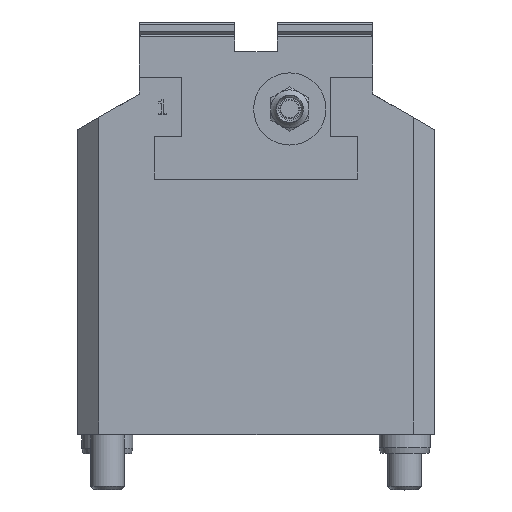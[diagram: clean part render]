
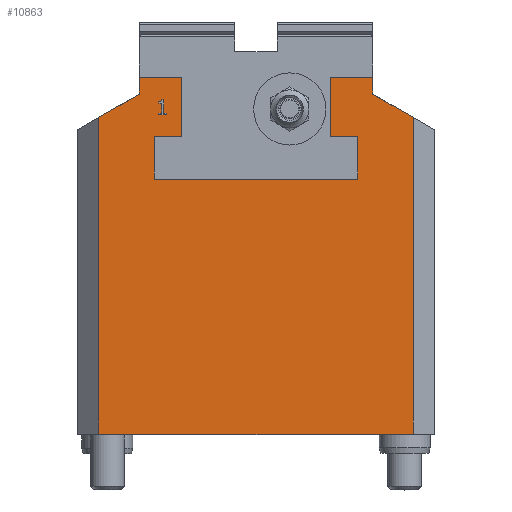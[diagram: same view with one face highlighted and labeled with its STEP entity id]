
A CAD part, top view. The second image highlights one B-rep face of the part: STEP entity #10863.
In plain terms, the highlighted face is planar.
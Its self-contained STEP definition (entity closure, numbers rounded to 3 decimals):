
#775=FACE_BOUND('',#1518,.T.);
#871=B_SPLINE_CURVE_WITH_KNOTS('',3,(#15876,#15877,#15878,#15879),
 .UNSPECIFIED.,.F.,.F.,(4,4),(0.,1.),.UNSPECIFIED.);
#885=FACE_OUTER_BOUND('',#1517,.T.);
#1517=EDGE_LOOP('',(#6816,#6817,#6818,#6819,#6820,#6821,#6822,#6823,#6824,
#6825,#6826,#6827,#6828,#6829,#6830,#6831));
#1518=EDGE_LOOP('',(#6832,#6833,#6834,#6835,#6836,#6837,#6838,#6839,#6840,
#6841,#6842));
#2253=LINE('',#15842,#3260);
#2254=LINE('',#15844,#3261);
#2255=LINE('',#15846,#3262);
#2256=LINE('',#15848,#3263);
#2257=LINE('',#15850,#3264);
#2258=LINE('',#15852,#3265);
#2259=LINE('',#15854,#3266);
#2260=LINE('',#15856,#3267);
#2261=LINE('',#15858,#3268);
#2262=LINE('',#15860,#3269);
#2263=LINE('',#15862,#3270);
#2264=LINE('',#15864,#3271);
#2265=LINE('',#15866,#3272);
#2266=LINE('',#15868,#3273);
#2267=LINE('',#15870,#3274);
#2268=LINE('',#15871,#3275);
#2269=LINE('',#15874,#3276);
#2270=LINE('',#15881,#3277);
#2271=LINE('',#15883,#3278);
#2272=LINE('',#15885,#3279);
#2273=LINE('',#15887,#3280);
#2274=LINE('',#15889,#3281);
#2275=LINE('',#15891,#3282);
#2276=LINE('',#15893,#3283);
#2277=LINE('',#15895,#3284);
#2278=LINE('',#15896,#3285);
#3260=VECTOR('',#12712,10.);
#3261=VECTOR('',#12713,10.);
#3262=VECTOR('',#12714,10.);
#3263=VECTOR('',#12715,10.);
#3264=VECTOR('',#12716,10.);
#3265=VECTOR('',#12717,10.);
#3266=VECTOR('',#12718,10.);
#3267=VECTOR('',#12719,10.);
#3268=VECTOR('',#12720,10.);
#3269=VECTOR('',#12721,10.);
#3270=VECTOR('',#12722,10.);
#3271=VECTOR('',#12723,10.);
#3272=VECTOR('',#12724,10.);
#3273=VECTOR('',#12725,10.);
#3274=VECTOR('',#12726,10.);
#3275=VECTOR('',#12727,10.);
#3276=VECTOR('',#12728,10.);
#3277=VECTOR('',#12729,10.);
#3278=VECTOR('',#12730,10.);
#3279=VECTOR('',#12731,10.);
#3280=VECTOR('',#12732,10.);
#3281=VECTOR('',#12733,10.);
#3282=VECTOR('',#12734,10.);
#3283=VECTOR('',#12735,10.);
#3284=VECTOR('',#12736,10.);
#3285=VECTOR('',#12737,10.);
#4279=VERTEX_POINT('',#15840);
#4280=VERTEX_POINT('',#15841);
#4281=VERTEX_POINT('',#15843);
#4282=VERTEX_POINT('',#15845);
#4283=VERTEX_POINT('',#15847);
#4284=VERTEX_POINT('',#15849);
#4285=VERTEX_POINT('',#15851);
#4286=VERTEX_POINT('',#15853);
#4287=VERTEX_POINT('',#15855);
#4288=VERTEX_POINT('',#15857);
#4289=VERTEX_POINT('',#15859);
#4290=VERTEX_POINT('',#15861);
#4291=VERTEX_POINT('',#15863);
#4292=VERTEX_POINT('',#15865);
#4293=VERTEX_POINT('',#15867);
#4294=VERTEX_POINT('',#15869);
#4295=VERTEX_POINT('',#15872);
#4296=VERTEX_POINT('',#15873);
#4297=VERTEX_POINT('',#15875);
#4298=VERTEX_POINT('',#15880);
#4299=VERTEX_POINT('',#15882);
#4300=VERTEX_POINT('',#15884);
#4301=VERTEX_POINT('',#15886);
#4302=VERTEX_POINT('',#15888);
#4303=VERTEX_POINT('',#15890);
#4304=VERTEX_POINT('',#15892);
#4305=VERTEX_POINT('',#15894);
#5277=EDGE_CURVE('',#4279,#4280,#2253,.T.);
#5278=EDGE_CURVE('',#4281,#4279,#2254,.T.);
#5279=EDGE_CURVE('',#4281,#4282,#2255,.T.);
#5280=EDGE_CURVE('',#4282,#4283,#2256,.T.);
#5281=EDGE_CURVE('',#4283,#4284,#2257,.T.);
#5282=EDGE_CURVE('',#4285,#4284,#2258,.T.);
#5283=EDGE_CURVE('',#4285,#4286,#2259,.T.);
#5284=EDGE_CURVE('',#4287,#4286,#2260,.T.);
#5285=EDGE_CURVE('',#4287,#4288,#2261,.T.);
#5286=EDGE_CURVE('',#4288,#4289,#2262,.T.);
#5287=EDGE_CURVE('',#4290,#4289,#2263,.T.);
#5288=EDGE_CURVE('',#4291,#4290,#2264,.T.);
#5289=EDGE_CURVE('',#4291,#4292,#2265,.T.);
#5290=EDGE_CURVE('',#4292,#4293,#2266,.T.);
#5291=EDGE_CURVE('',#4293,#4294,#2267,.T.);
#5292=EDGE_CURVE('',#4294,#4280,#2268,.T.);
#5293=EDGE_CURVE('',#4295,#4296,#2269,.T.);
#5294=EDGE_CURVE('',#4296,#4297,#871,.T.);
#5295=EDGE_CURVE('',#4297,#4298,#2270,.T.);
#5296=EDGE_CURVE('',#4298,#4299,#2271,.T.);
#5297=EDGE_CURVE('',#4299,#4300,#2272,.T.);
#5298=EDGE_CURVE('',#4300,#4301,#2273,.T.);
#5299=EDGE_CURVE('',#4301,#4302,#2274,.T.);
#5300=EDGE_CURVE('',#4302,#4303,#2275,.T.);
#5301=EDGE_CURVE('',#4303,#4304,#2276,.T.);
#5302=EDGE_CURVE('',#4304,#4305,#2277,.T.);
#5303=EDGE_CURVE('',#4305,#4295,#2278,.T.);
#6816=ORIENTED_EDGE('',*,*,#5277,.F.);
#6817=ORIENTED_EDGE('',*,*,#5278,.F.);
#6818=ORIENTED_EDGE('',*,*,#5279,.T.);
#6819=ORIENTED_EDGE('',*,*,#5280,.T.);
#6820=ORIENTED_EDGE('',*,*,#5281,.T.);
#6821=ORIENTED_EDGE('',*,*,#5282,.F.);
#6822=ORIENTED_EDGE('',*,*,#5283,.T.);
#6823=ORIENTED_EDGE('',*,*,#5284,.F.);
#6824=ORIENTED_EDGE('',*,*,#5285,.T.);
#6825=ORIENTED_EDGE('',*,*,#5286,.T.);
#6826=ORIENTED_EDGE('',*,*,#5287,.F.);
#6827=ORIENTED_EDGE('',*,*,#5288,.F.);
#6828=ORIENTED_EDGE('',*,*,#5289,.T.);
#6829=ORIENTED_EDGE('',*,*,#5290,.T.);
#6830=ORIENTED_EDGE('',*,*,#5291,.T.);
#6831=ORIENTED_EDGE('',*,*,#5292,.T.);
#6832=ORIENTED_EDGE('',*,*,#5293,.T.);
#6833=ORIENTED_EDGE('',*,*,#5294,.T.);
#6834=ORIENTED_EDGE('',*,*,#5295,.T.);
#6835=ORIENTED_EDGE('',*,*,#5296,.T.);
#6836=ORIENTED_EDGE('',*,*,#5297,.T.);
#6837=ORIENTED_EDGE('',*,*,#5298,.T.);
#6838=ORIENTED_EDGE('',*,*,#5299,.T.);
#6839=ORIENTED_EDGE('',*,*,#5300,.T.);
#6840=ORIENTED_EDGE('',*,*,#5301,.T.);
#6841=ORIENTED_EDGE('',*,*,#5302,.T.);
#6842=ORIENTED_EDGE('',*,*,#5303,.T.);
#9861=PLANE('',#11660);
#10863=ADVANCED_FACE('',(#885,#775),#9861,.T.);
#11660=AXIS2_PLACEMENT_3D('',#15839,#12710,#12711);
#12710=DIRECTION('center_axis',(0.,1.,0.));
#12711=DIRECTION('ref_axis',(0.,0.,1.));
#12712=DIRECTION('',(1.,0.,0.));
#12713=DIRECTION('',(0.,0.,-1.));
#12714=DIRECTION('',(1.,0.,0.));
#12715=DIRECTION('',(0.,0.,-1.));
#12716=DIRECTION('',(0.866,0.,-0.5));
#12717=DIRECTION('',(0.,0.,1.));
#12718=DIRECTION('',(-1.,0.,0.));
#12719=DIRECTION('',(0.,0.,-1.));
#12720=DIRECTION('',(0.866,0.,0.5));
#12721=DIRECTION('',(0.,0.,1.));
#12722=DIRECTION('',(-1.,0.,0.));
#12723=DIRECTION('',(0.,0.,1.));
#12724=DIRECTION('',(-1.,0.,0.));
#12725=DIRECTION('',(0.,0.,-1.));
#12726=DIRECTION('',(1.,0.,0.));
#12727=DIRECTION('',(0.,0.,1.));
#12728=DIRECTION('',(0.,0.,1.));
#12729=DIRECTION('',(-1.,0.,0.));
#12730=DIRECTION('',(0.,0.,-1.));
#12731=DIRECTION('',(-1.,0.,0.));
#12732=DIRECTION('',(0.,0.,-1.));
#12733=DIRECTION('',(1.,0.,0.));
#12734=DIRECTION('',(0.,0.,1.));
#12735=DIRECTION('',(-1.,0.,0.));
#12736=DIRECTION('',(0.,0.,1.));
#12737=DIRECTION('',(1.,0.,0.));
#15839=CARTESIAN_POINT('Origin',(-274.377,116.,12.));
#15840=CARTESIAN_POINT('',(-293.877,116.,70.));
#15841=CARTESIAN_POINT('',(-287.377,116.,70.));
#15842=CARTESIAN_POINT('',(-302.127,116.,70.));
#15843=CARTESIAN_POINT('',(-293.877,116.,84.));
#15844=CARTESIAN_POINT('',(-293.877,116.,73.5));
#15845=CARTESIAN_POINT('',(-283.877,116.,84.));
#15846=CARTESIAN_POINT('',(-293.877,116.,84.));
#15847=CARTESIAN_POINT('',(-283.877,116.,80.));
#15848=CARTESIAN_POINT('',(-283.877,116.,84.));
#15849=CARTESIAN_POINT('',(-274.377,116.,74.515));
#15850=CARTESIAN_POINT('',(-283.877,116.,80.));
#15851=CARTESIAN_POINT('',(-274.377,116.,0.));
#15852=CARTESIAN_POINT('',(-274.377,116.,60.049));
#15853=CARTESIAN_POINT('',(-348.377,116.,0.));
#15854=CARTESIAN_POINT('',(-274.377,116.,0.));
#15855=CARTESIAN_POINT('',(-348.377,116.,74.515));
#15856=CARTESIAN_POINT('',(-348.377,116.,30.235));
#15857=CARTESIAN_POINT('',(-338.877,116.,80.));
#15858=CARTESIAN_POINT('',(-353.377,116.,71.628));
#15859=CARTESIAN_POINT('',(-338.877,116.,84.));
#15860=CARTESIAN_POINT('',(-338.877,116.,80.));
#15861=CARTESIAN_POINT('',(-328.877,116.,84.));
#15862=CARTESIAN_POINT('',(-320.627,116.,84.));
#15863=CARTESIAN_POINT('',(-328.877,116.,70.));
#15864=CARTESIAN_POINT('',(-328.877,116.,80.5));
#15865=CARTESIAN_POINT('',(-335.377,116.,70.));
#15866=CARTESIAN_POINT('',(-304.877,116.,70.));
#15867=CARTESIAN_POINT('',(-335.377,116.,60.));
#15868=CARTESIAN_POINT('',(-335.377,116.,36.));
#15869=CARTESIAN_POINT('',(-287.377,116.,60.));
#15870=CARTESIAN_POINT('',(-280.877,116.,60.));
#15871=CARTESIAN_POINT('',(-287.377,116.,41.));
#15872=CARTESIAN_POINT('',(-288.518,116.,77.841));
#15873=CARTESIAN_POINT('',(-288.518,116.,78.162));
#15874=CARTESIAN_POINT('',(-288.518,116.,63.316));
#15875=CARTESIAN_POINT('',(-289.241,116.,78.65));
#15876=CARTESIAN_POINT('Ctrl Pts',(-288.518,116.,78.162));
#15877=CARTESIAN_POINT('Ctrl Pts',(-288.878,116.,78.162));
#15878=CARTESIAN_POINT('Ctrl Pts',(-289.219,116.,78.366));
#15879=CARTESIAN_POINT('Ctrl Pts',(-289.241,116.,78.65));
#15880=CARTESIAN_POINT('',(-289.604,116.,78.65));
#15881=CARTESIAN_POINT('',(-300.491,116.,78.65));
#15882=CARTESIAN_POINT('',(-289.604,116.,75.496));
#15883=CARTESIAN_POINT('',(-289.604,116.,61.983));
#15884=CARTESIAN_POINT('',(-290.225,116.,75.496));
#15885=CARTESIAN_POINT('',(-300.801,116.,75.496));
#15886=CARTESIAN_POINT('',(-290.225,116.,75.138));
#15887=CARTESIAN_POINT('',(-290.225,116.,61.804));
#15888=CARTESIAN_POINT('',(-288.518,116.,75.138));
#15889=CARTESIAN_POINT('',(-299.948,116.,75.138));
#15890=CARTESIAN_POINT('',(-288.518,116.,75.496));
#15891=CARTESIAN_POINT('',(-288.518,116.,61.983));
#15892=CARTESIAN_POINT('',(-289.153,116.,75.496));
#15893=CARTESIAN_POINT('',(-300.265,116.,75.496));
#15894=CARTESIAN_POINT('',(-289.153,116.,77.841));
#15895=CARTESIAN_POINT('',(-289.153,116.,63.156));
#15896=CARTESIAN_POINT('',(-299.948,116.,77.841));
